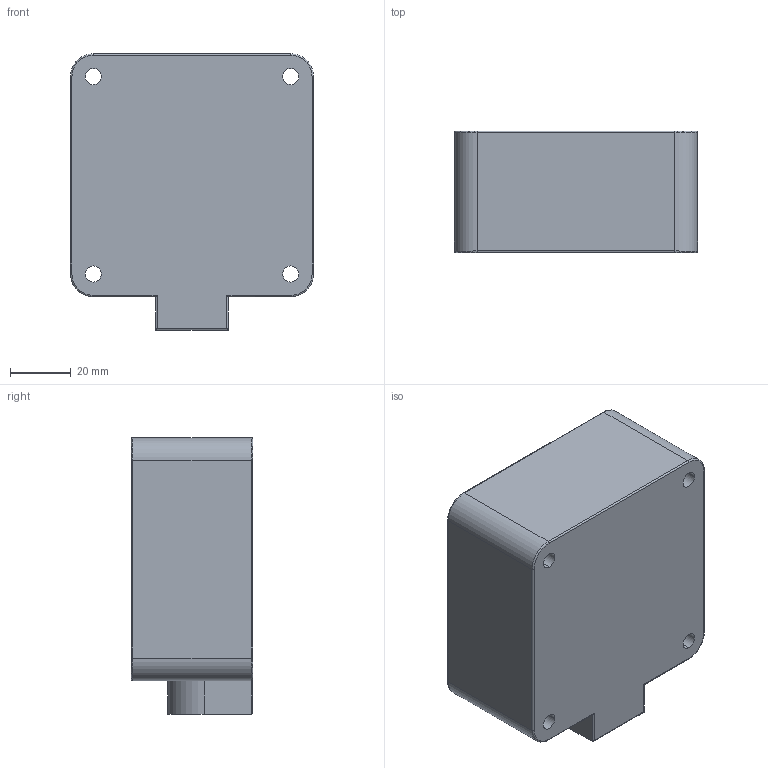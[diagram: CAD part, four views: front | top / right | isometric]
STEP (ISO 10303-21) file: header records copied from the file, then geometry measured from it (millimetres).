
FILE_DESCRIPTION((''),'2;1');
FILE_NAME('FP_D000181A','2006-01-03T',('Pepperl+Fuchs'),('Industriehansa'),'PRO/ENGINEER BY PARAMETRIC TECHNOLOGY CORPORATION, 2005290','PRO/ENGINEER BY PARAMETRIC TECHNOLOGY CORPORATION, 2005290','');
FILE_SCHEMA(('AUTOMOTIVE_DESIGN_CC2 { 1 2 10303 214 -1 1 5 2 }'));
Length unit declared in the file: millimetre
Products named in the file (1): FP_D000181A
Bounding box: 80 x 40 x 91 mm (x, y, z)
Volume: 250352.3 mm3; surface area: 30117.9 mm2
Topology: 1 solids, 1 shells, 57 faces, 142 edges, 104 vertices
Faces by surface type: cylinder 35, plane 14, torus 8
Entity records: 2262 total; most frequent: DIRECTION 324, CARTESIAN_POINT 312, ORIENTED_EDGE 260, PRESENTATION_STYLE_ASSIGNMENT 147, STYLED_ITEM 144, CURVE_STYLE 143, EDGE_CURVE 130, AXIS2_PLACEMENT_3D 128
